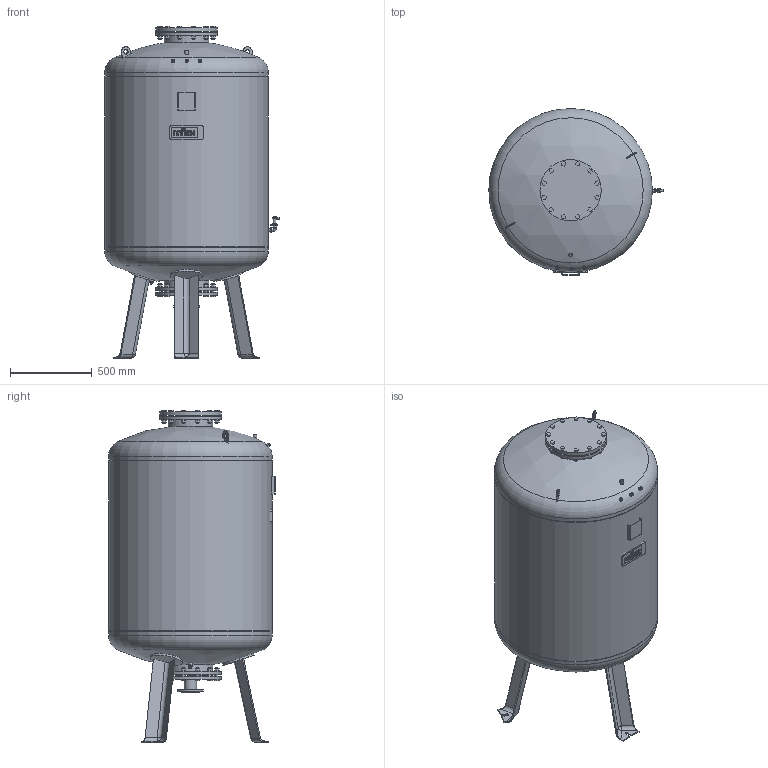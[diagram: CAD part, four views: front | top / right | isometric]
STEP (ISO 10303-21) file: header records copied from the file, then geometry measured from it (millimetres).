
FILE_DESCRIPTION(/* description */ (''),/* implementation_level */ '2;1');
FILE_NAME(/* name */ '3d_ReflexomatRF1000_6bar-8652005.stp',/* time_stamp */ '2015-12-08T09:24:44+01:00',/* author */ ('Andrzej'),/* organization */ (''),/* preprocessor_version */ 'ST-DEVELOPER v15.5',/* originating_system */ 'AutoCAD Mechanical',/* authorisation */ '');
FILE_SCHEMA (('AUTOMOTIVE_DESIGN { 1 0 10303 214 3 1 1 }'));
Length unit declared in the file: millimetre
Products named in the file (1): Product
Bounding box: 1066 x 1020 x 2030 mm (x, y, z)
Volume: 1068469537.7 mm3; surface area: 10611944.5 mm2
Topology: 24 solids, 24 shells, 889 faces, 2164 edges, 1413 vertices
Faces by surface type: plane 605, cylinder 204, cone 44, sphere 18, torus 14, bspline 4
Full cylindrical faces by diameter (mm): 3 x1, 3.5 x1, 11.445 x3, 14 x4, 14.95 x1, 16 x48, 18.5 x4, 19 x1, 20 x3, 21.3 x3, 24 x1, 26 x1, 28 x2, 30 x2, 76.1 x2, 160 x1, 260.4 x2, 272.4 x1, 273 x1, 375 x4, 1000 x3
Entity records: 25993 total; most frequent: CARTESIAN_POINT 5333, DIRECTION 4225, ORIENTED_EDGE 3966, EDGE_CURVE 1983, LINE 1433, VECTOR 1433, AXIS2_PLACEMENT_3D 1396, VERTEX_POINT 1382
